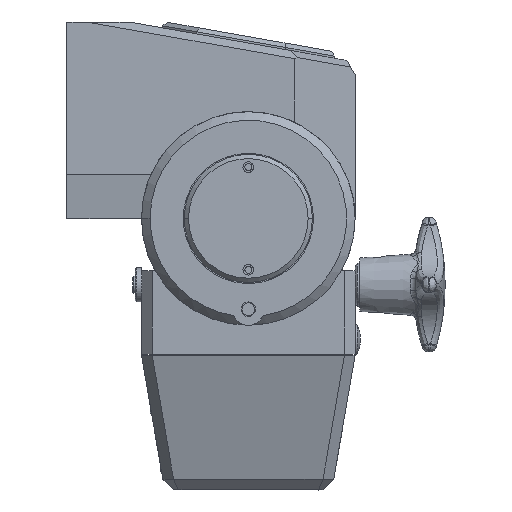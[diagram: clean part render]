
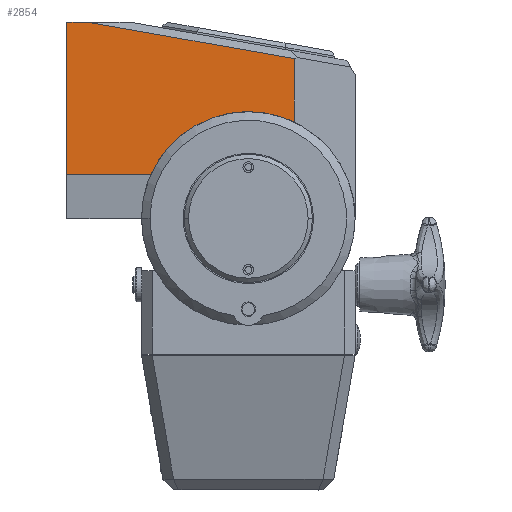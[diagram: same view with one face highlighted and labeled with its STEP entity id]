
A CAD part, top view. The second image highlights one B-rep face of the part: STEP entity #2854.
In plain terms, the highlighted planar face has unit normal (0, 0, 1).
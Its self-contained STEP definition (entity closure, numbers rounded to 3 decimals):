
#774=DIRECTION('',(-0.985,0.174,0.));
#775=VECTOR('',#774,98.851);
#776=CARTESIAN_POINT('',(21.6,74.835,47.5));
#777=LINE('',#776,#775);
#781=DIRECTION('',(0.,1.,0.));
#782=VECTOR('',#781,29.741);
#783=CARTESIAN_POINT('',(21.6,45.094,47.5));
#784=LINE('',#783,#782);
#788=CARTESIAN_POINT('',(0.,0.,47.5));
#789=DIRECTION('',(0.,0.,-1.));
#790=DIRECTION('',(-0.913,0.408,0.));
#791=AXIS2_PLACEMENT_3D('',#788,#789,#790);
#796=DIRECTION('',(0.,-1.,0.));
#797=VECTOR('',#796,71.6);
#798=CARTESIAN_POINT('',(-85.,92.,47.5));
#799=LINE('',#798,#797);
#803=DIRECTION('',(-1.,0.,0.));
#804=VECTOR('',#803,9.251);
#805=CARTESIAN_POINT('',(-75.749,92.,47.5));
#806=LINE('',#805,#804);
#831=CARTESIAN_POINT('',(21.6,45.094,47.5));
#1585=DIRECTION('',(1.,0.,0.));
#1586=VECTOR('',#1585,39.351);
#1587=CARTESIAN_POINT('',(-85.,20.4,47.5));
#1588=LINE('',#1587,#1586);
#2041=CARTESIAN_POINT('',(-85.,92.,47.5));
#2043=VERTEX_POINT('',#2041);
#2088=VERTEX_POINT('',#831);
#2182=CARTESIAN_POINT('',(-85.,20.4,47.5));
#2183=CARTESIAN_POINT('',(-45.649,20.4,47.5));
#2184=VERTEX_POINT('',#2182);
#2185=VERTEX_POINT('',#2183);
#2238=CARTESIAN_POINT('',(-75.749,92.,47.5));
#2240=VERTEX_POINT('',#2238);
#2245=CARTESIAN_POINT('',(21.6,74.835,47.5));
#2247=VERTEX_POINT('',#2245);
#2838=CARTESIAN_POINT('',(0.,0.,47.5));
#2839=DIRECTION('',(0.,0.,1.));
#2840=DIRECTION('',(1.,0.,0.));
#2841=AXIS2_PLACEMENT_3D('',#2838,#2839,#2840);
#2842=PLANE('',#2841);
#2843=ORIENTED_EDGE('',*,*,#2413,.F.);
#2845=ORIENTED_EDGE('',*,*,#2844,.F.);
#2847=ORIENTED_EDGE('',*,*,#2846,.F.);
#2849=ORIENTED_EDGE('',*,*,#2848,.F.);
#2850=ORIENTED_EDGE('',*,*,#2785,.F.);
#2851=ORIENTED_EDGE('',*,*,#2390,.F.);
#2852=EDGE_LOOP('',(#2843,#2845,#2847,#2849,#2850,#2851));
#2853=FACE_OUTER_BOUND('',#2852,.F.);
#2854=ADVANCED_FACE('',(#2853),#2842,.T.);
#792=CIRCLE('',#791,50.);
#2390=EDGE_CURVE('',#2240,#2043,#806,.T.);
#2413=EDGE_CURVE('',#2247,#2240,#777,.T.);
#2785=EDGE_CURVE('',#2043,#2184,#799,.T.);
#2844=EDGE_CURVE('',#2088,#2247,#784,.T.);
#2846=EDGE_CURVE('',#2185,#2088,#792,.T.);
#2848=EDGE_CURVE('',#2184,#2185,#1588,.T.);
